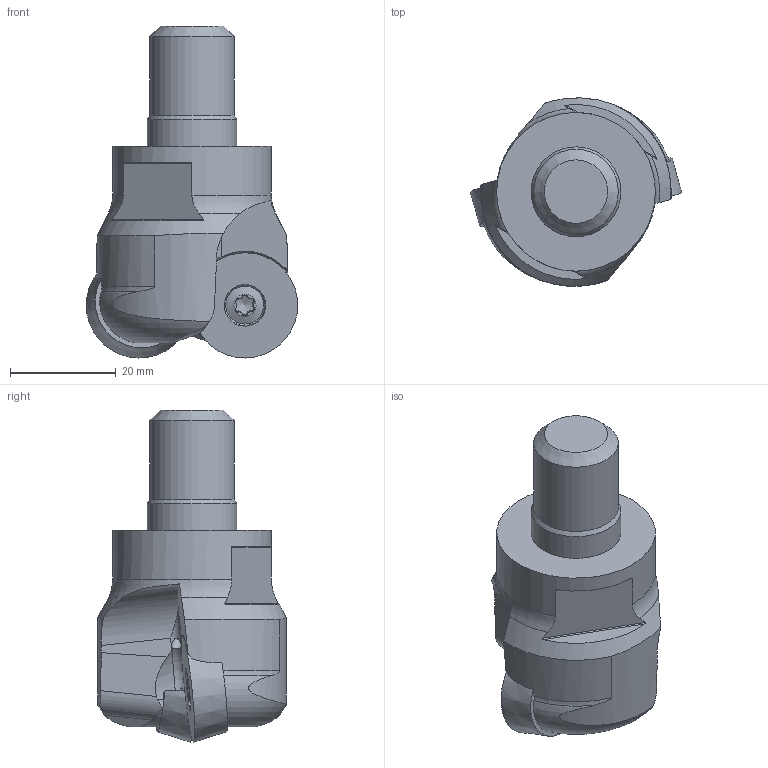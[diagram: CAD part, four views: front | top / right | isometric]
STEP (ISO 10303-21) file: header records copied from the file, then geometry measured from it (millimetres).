
FILE_DESCRIPTION(/* description */ (''),/* implementation_level */ '2;1');
FILE_NAME(/* name */ 'R217.29I-1640.RE-10-2A_Detailed.stp',/* time_stamp */ '2024-09-04T11:47:29+05:00',/* author */ (''),/* organization */ (''),/* preprocessor_version */ 'ST-DEVELOPER v18.102',/* originating_system */ 'SIEMENS PLM Software NX2206.8101',/* authorisation */ '');
FILE_SCHEMA (('AUTOMOTIVE_DESIGN { 1 0 10303 214 3 1 1 1 }'));
Length unit declared in the file: millimetre
Products named in the file (4): CUT; NOCUT; ASSEMBLY_CONSTRUCTION; A2723597_stp
Assembly tree (4 placements, depth 2):
  A2723597_stp
    ASSEMBLY_CONSTRUCTION
    NOCUT
    CUT  x2
Bounding box: 39.98 x 35.59 x 62.75 mm (x, y, z)
Volume: 28514.9 mm3; surface area: 8958.2 mm2
Topology: 3 solids, 3 shells, 122 faces, 340 edges, 236 vertices
Faces by surface type: cylinder 53, plane 34, cone 17, torus 16, sphere 2
Full cylindrical faces by diameter (mm): 2 x2, 5 x2, 6.088 x2, 7.2 x2, 16 x1, 16.994 x1, 30 x1
Entity records: 4628 total; most frequent: CARTESIAN_POINT 1766, ORIENTED_EDGE 576, DIRECTION 524, EDGE_CURVE 288, AXIS2_PLACEMENT_3D 231, VERTEX_POINT 202, EDGE_LOOP 142, B_SPLINE_CURVE_WITH_KNOTS 124
